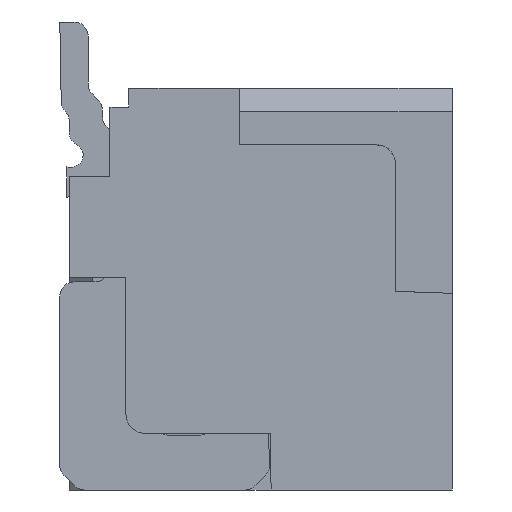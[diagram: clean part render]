
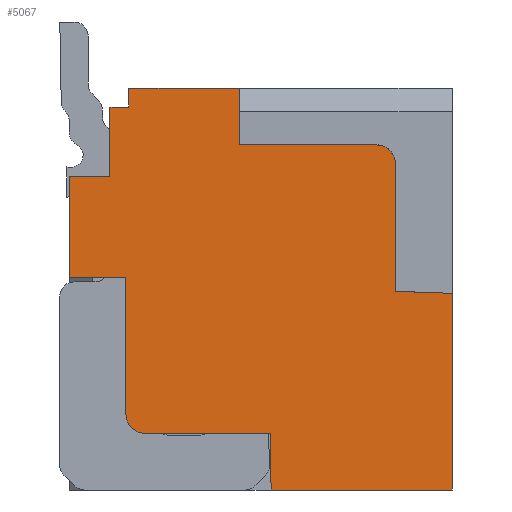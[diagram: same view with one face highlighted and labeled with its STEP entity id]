
A CAD part, front view. The second image highlights one B-rep face of the part: STEP entity #5067.
In plain terms, the highlighted planar face has unit normal (0, -1, 0).
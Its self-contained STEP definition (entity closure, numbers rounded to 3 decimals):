
#2247=CARTESIAN_POINT('',(-3.304,-3.972,2.203));
#2248=VERTEX_POINT('',#2247);
#2255=CARTESIAN_POINT('',(-3.304,-3.972,3.273));
#2256=VERTEX_POINT('',#2255);
#2257=CARTESIAN_POINT('',(-3.304,-3.972,3.273));
#2258=DIRECTION('',(0.,0.,-1.));
#2259=VECTOR('',#2258,1.07);
#2260=LINE('',#2257,#2259);
#2261=EDGE_CURVE('',#2256,#2248,#2260,.T.);
#2783=CARTESIAN_POINT('',(-2.874,-3.972,4.003));
#2784=VERTEX_POINT('',#2783);
#2927=CARTESIAN_POINT('',(-2.874,-3.972,3.273));
#2928=VERTEX_POINT('',#2927);
#2935=CARTESIAN_POINT('',(-2.874,-3.972,3.273));
#2936=DIRECTION('',(0.,0.,1.));
#2937=VECTOR('',#2936,0.73);
#2938=LINE('',#2935,#2937);
#2939=EDGE_CURVE('',#2928,#2784,#2938,.T.);
#4748=CARTESIAN_POINT('',(0.746,-3.972,-0.047));
#4749=VERTEX_POINT('',#4748);
#4756=CARTESIAN_POINT('',(-1.169,-3.972,-0.047));
#4757=VERTEX_POINT('',#4756);
#4758=CARTESIAN_POINT('',(-1.169,-3.972,-0.047));
#4759=DIRECTION('',(1.,0.,0.));
#4760=VECTOR('',#4759,1.915);
#4761=LINE('',#4758,#4760);
#4762=EDGE_CURVE('',#4757,#4749,#4761,.T.);
#4930=CARTESIAN_POINT('',(-2.704,-3.972,2.203));
#4931=VERTEX_POINT('',#4930);
#4938=CARTESIAN_POINT('',(-3.304,-3.972,2.203));
#4939=DIRECTION('',(1.,0.,0.));
#4940=VECTOR('',#4939,0.6);
#4941=LINE('',#4938,#4940);
#4942=EDGE_CURVE('',#2248,#4931,#4941,.T.);
#4948=CARTESIAN_POINT('',(0.746,-3.972,4.203));
#4949=DIRECTION('',(0.,0.,-1.));
#4950=DIRECTION('',(0.,-1.,0.));
#4951=AXIS2_PLACEMENT_3D('',#4948,#4950,#4949);
#4952=PLANE('',#4951);
#4953=CARTESIAN_POINT('',(-2.674,-3.972,4.003));
#4954=VERTEX_POINT('',#4953);
#4955=CARTESIAN_POINT('',(-2.674,-3.972,4.003));
#4956=DIRECTION('',(-1.,0.,0.));
#4957=VECTOR('',#4956,0.2);
#4958=LINE('',#4955,#4957);
#4959=EDGE_CURVE('',#4954,#2784,#4958,.T.);
#4960=ORIENTED_EDGE('',*,*,#4959,.T.);
#4961=ORIENTED_EDGE('',*,*,#2939,.F.);
#4962=CARTESIAN_POINT('',(-3.304,-3.972,3.273));
#4963=DIRECTION('',(1.,0.,0.));
#4964=VECTOR('',#4963,0.43);
#4965=LINE('',#4962,#4964);
#4966=EDGE_CURVE('',#2256,#2928,#4965,.T.);
#4967=ORIENTED_EDGE('',*,*,#4966,.F.);
#4968=ORIENTED_EDGE('',*,*,#2261,.T.);
#4969=ORIENTED_EDGE('',*,*,#4942,.T.);
#4970=CARTESIAN_POINT('',(-2.704,-3.972,0.753));
#4971=VERTEX_POINT('',#4970);
#4972=CARTESIAN_POINT('',(-2.704,-3.972,2.203));
#4973=DIRECTION('',(0.,0.,-1.));
#4974=VECTOR('',#4973,1.45);
#4975=LINE('',#4972,#4974);
#4976=EDGE_CURVE('',#4931,#4971,#4975,.T.);
#4977=ORIENTED_EDGE('',*,*,#4976,.T.);
#4978=CARTESIAN_POINT('',(-2.504,-3.972,0.553));
#4979=VERTEX_POINT('',#4978);
#4980=CARTESIAN_POINT('',(-2.504,-3.972,0.753));
#4981=DIRECTION('',(-1.,0.,0.));
#4982=DIRECTION('',(0.,-1.,0.));
#4983=AXIS2_PLACEMENT_3D('',#4980,#4982,#4981);
#4984=CIRCLE('',#4983,0.2);
#4985=EDGE_CURVE('',#4971,#4979,#4984,.T.);
#4986=ORIENTED_EDGE('',*,*,#4985,.T.);
#4987=CARTESIAN_POINT('',(-1.18,-3.972,0.553));
#4988=VERTEX_POINT('',#4987);
#4989=CARTESIAN_POINT('',(-1.18,-3.972,0.553));
#4990=DIRECTION('',(-1.,0.,0.));
#4991=VECTOR('',#4990,1.324);
#4992=LINE('',#4989,#4991);
#4993=EDGE_CURVE('',#4988,#4979,#4992,.T.);
#4994=ORIENTED_EDGE('',*,*,#4993,.F.);
#4995=CARTESIAN_POINT('',(-1.18,-3.972,0.553));
#4996=DIRECTION('',(0.017,0.,-1.));
#4997=VECTOR('',#4996,0.6);
#4998=LINE('',#4995,#4997);
#4999=EDGE_CURVE('',#4988,#4757,#4998,.T.);
#5000=ORIENTED_EDGE('',*,*,#4999,.T.);
#5001=ORIENTED_EDGE('',*,*,#4762,.T.);
#5002=CARTESIAN_POINT('',(0.746,-3.972,2.033));
#5003=VERTEX_POINT('',#5002);
#5004=CARTESIAN_POINT('',(0.746,-3.972,2.033));
#5005=DIRECTION('',(0.,0.,-1.));
#5006=VECTOR('',#5005,2.08);
#5007=LINE('',#5004,#5006);
#5008=EDGE_CURVE('',#5003,#4749,#5007,.T.);
#5009=ORIENTED_EDGE('',*,*,#5008,.F.);
#5010=CARTESIAN_POINT('',(0.146,-3.972,2.054));
#5011=VERTEX_POINT('',#5010);
#5012=CARTESIAN_POINT('',(0.146,-3.972,2.054));
#5013=DIRECTION('',(0.999,0.,-0.035));
#5014=VECTOR('',#5013,0.6);
#5015=LINE('',#5012,#5014);
#5016=EDGE_CURVE('',#5011,#5003,#5015,.T.);
#5017=ORIENTED_EDGE('',*,*,#5016,.F.);
#5018=CARTESIAN_POINT('',(0.146,-3.972,3.403));
#5019=VERTEX_POINT('',#5018);
#5020=CARTESIAN_POINT('',(0.146,-3.972,3.403));
#5021=DIRECTION('',(0.,0.,-1.));
#5022=VECTOR('',#5021,1.349);
#5023=LINE('',#5020,#5022);
#5024=EDGE_CURVE('',#5019,#5011,#5023,.T.);
#5025=ORIENTED_EDGE('',*,*,#5024,.F.);
#5026=CARTESIAN_POINT('',(-0.054,-3.972,3.603));
#5027=VERTEX_POINT('',#5026);
#5028=CARTESIAN_POINT('',(-0.054,-3.972,3.403));
#5029=DIRECTION('',(0.,0.,1.));
#5030=DIRECTION('',(0.,1.,0.));
#5031=AXIS2_PLACEMENT_3D('',#5028,#5030,#5029);
#5032=CIRCLE('',#5031,0.2);
#5033=EDGE_CURVE('',#5027,#5019,#5032,.T.);
#5034=ORIENTED_EDGE('',*,*,#5033,.F.);
#5035=CARTESIAN_POINT('',(-1.504,-3.972,3.603));
#5036=VERTEX_POINT('',#5035);
#5037=CARTESIAN_POINT('',(-1.504,-3.972,3.603));
#5038=DIRECTION('',(1.,0.,0.));
#5039=VECTOR('',#5038,1.45);
#5040=LINE('',#5037,#5039);
#5041=EDGE_CURVE('',#5036,#5027,#5040,.T.);
#5042=ORIENTED_EDGE('',*,*,#5041,.F.);
#5043=CARTESIAN_POINT('',(-1.504,-3.972,4.203));
#5044=VERTEX_POINT('',#5043);
#5045=CARTESIAN_POINT('',(-1.504,-3.972,4.203));
#5046=DIRECTION('',(0.,0.,-1.));
#5047=VECTOR('',#5046,0.6);
#5048=LINE('',#5045,#5047);
#5049=EDGE_CURVE('',#5044,#5036,#5048,.T.);
#5050=ORIENTED_EDGE('',*,*,#5049,.F.);
#5051=CARTESIAN_POINT('',(-2.674,-3.972,4.203));
#5052=VERTEX_POINT('',#5051);
#5053=CARTESIAN_POINT('',(-2.674,-3.972,4.203));
#5054=DIRECTION('',(1.,0.,0.));
#5055=VECTOR('',#5054,1.17);
#5056=LINE('',#5053,#5055);
#5057=EDGE_CURVE('',#5052,#5044,#5056,.T.);
#5058=ORIENTED_EDGE('',*,*,#5057,.F.);
#5059=CARTESIAN_POINT('',(-2.674,-3.972,4.203));
#5060=DIRECTION('',(0.,0.,-1.));
#5061=VECTOR('',#5060,0.2);
#5062=LINE('',#5059,#5061);
#5063=EDGE_CURVE('',#5052,#4954,#5062,.T.);
#5064=ORIENTED_EDGE('',*,*,#5063,.T.);
#5065=EDGE_LOOP('',(#4960,#4961,#4967,#4968,#4969,#4977,#4986,#4994,#5000,#5001,#5009,#5017,#5025,#5034,#5042,#5050,#5058,#5064));
#5066=FACE_OUTER_BOUND('',#5065,.T.);
#5067=ADVANCED_FACE('',(#5066),#4952,.T.);
